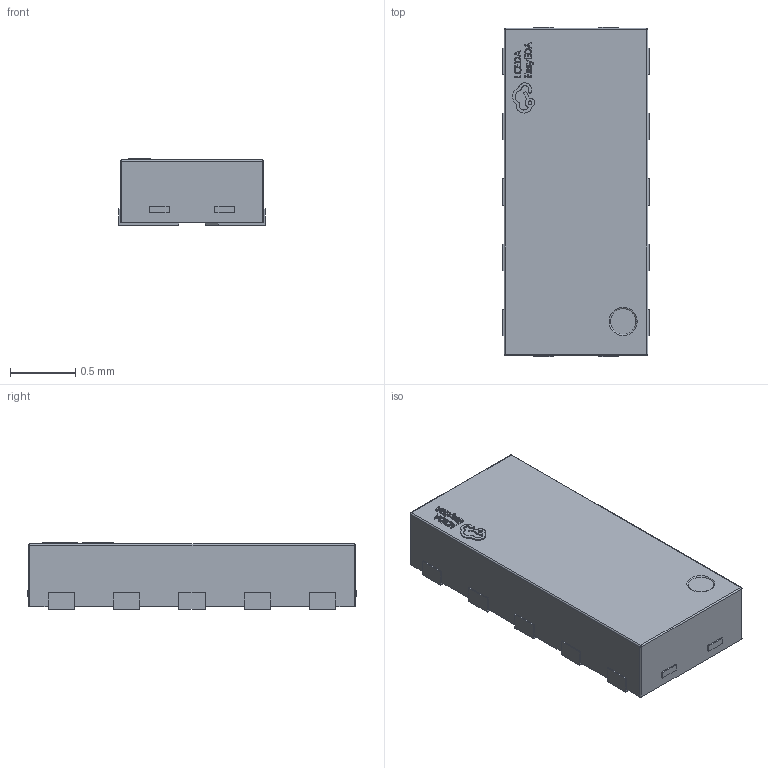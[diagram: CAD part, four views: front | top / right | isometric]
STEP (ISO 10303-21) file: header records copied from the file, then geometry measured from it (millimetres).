
FILE_DESCRIPTION (( 'STEP AP214' ), '1' );
FILE_NAME ('DFN2510A-10_L2.5-W1.0-H0.5-P0.50-BL.step', '2022-06-30T13:41:47', ( '' ), ( '' ), 'SwSTEP 2.0', 'SolidWorks 2020', '' );
FILE_SCHEMA (( 'AUTOMOTIVE_DESIGN' ));
Length unit declared in the file: millimetre
Products named in the file (1): DFN2510A-10_L2.5-W1.0-H0.5-P0.50-BL
Bounding box: 1.12 x 2.52 x 0.51 mm (x, y, z)
Volume: 1.3 mm3; surface area: 9.3 mm2
Topology: 1 solids, 1 shells, 385 faces, 1048 edges, 692 vertices
Faces by surface type: plane 259, bspline 112, cylinder 8, sphere 4, torus 2
Entity records: 17225 total; most frequent: CARTESIAN_POINT 4226, ORIENTED_EDGE 2088, DIRECTION 1386, EDGE_CURVE 1044, LINE 794, VECTOR 794, VERTEX_POINT 692, EDGE_LOOP 416
